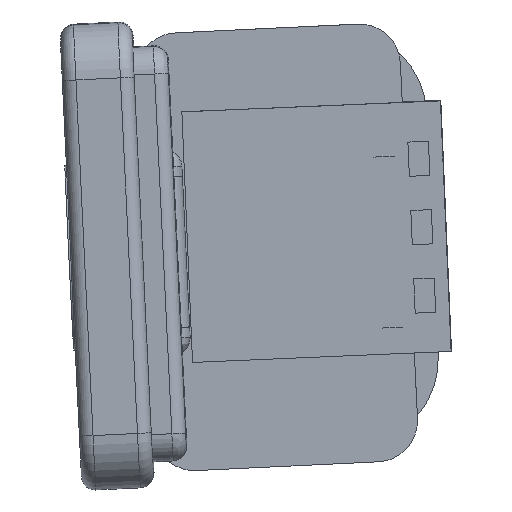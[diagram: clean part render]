
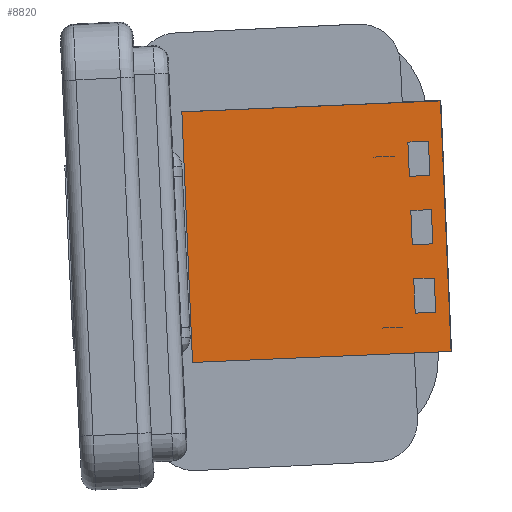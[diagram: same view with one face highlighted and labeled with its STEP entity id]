
A CAD part, left-side view. The second image highlights one B-rep face of the part: STEP entity #8820.
In plain terms, the highlighted face is planar.
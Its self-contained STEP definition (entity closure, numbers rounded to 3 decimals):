
#409=FACE_BOUND('',#1724,.T.);
#410=FACE_BOUND('',#1725,.T.);
#411=FACE_BOUND('',#1726,.T.);
#707=PLANE('',#9838);
#1170=FACE_OUTER_BOUND('',#1723,.T.);
#1723=EDGE_LOOP('',(#8202,#8203,#8204,#8205));
#1724=EDGE_LOOP('',(#8206,#8207,#8208,#8209));
#1725=EDGE_LOOP('',(#8210,#8211,#8212,#8213));
#1726=EDGE_LOOP('',(#8214,#8215,#8216,#8217));
#2552=LINE('',#15170,#3419);
#2555=LINE('',#15176,#3422);
#2558=LINE('',#15182,#3425);
#2561=LINE('',#15186,#3428);
#2564=LINE('',#15194,#3431);
#2567=LINE('',#15200,#3434);
#2570=LINE('',#15206,#3437);
#2573=LINE('',#15210,#3440);
#2576=LINE('',#15218,#3443);
#2579=LINE('',#15224,#3446);
#2582=LINE('',#15230,#3449);
#2585=LINE('',#15234,#3452);
#2588=LINE('',#15242,#3455);
#2591=LINE('',#15248,#3458);
#2594=LINE('',#15254,#3461);
#2597=LINE('',#15258,#3464);
#3419=VECTOR('',#12230,10.);
#3422=VECTOR('',#12235,10.);
#3425=VECTOR('',#12240,10.);
#3428=VECTOR('',#12245,10.);
#3431=VECTOR('',#12250,10.);
#3434=VECTOR('',#12255,10.);
#3437=VECTOR('',#12260,10.);
#3440=VECTOR('',#12265,10.);
#3443=VECTOR('',#12270,10.);
#3446=VECTOR('',#12275,10.);
#3449=VECTOR('',#12280,10.);
#3452=VECTOR('',#12285,10.);
#3455=VECTOR('',#12290,10.);
#3458=VECTOR('',#12295,10.);
#3461=VECTOR('',#12300,10.);
#3464=VECTOR('',#12305,10.);
#4553=VERTEX_POINT('',#15167);
#4554=VERTEX_POINT('',#15169);
#4556=VERTEX_POINT('',#15175);
#4558=VERTEX_POINT('',#15181);
#4561=VERTEX_POINT('',#15191);
#4562=VERTEX_POINT('',#15193);
#4564=VERTEX_POINT('',#15199);
#4566=VERTEX_POINT('',#15205);
#4569=VERTEX_POINT('',#15215);
#4570=VERTEX_POINT('',#15217);
#4572=VERTEX_POINT('',#15223);
#4574=VERTEX_POINT('',#15229);
#4577=VERTEX_POINT('',#15239);
#4578=VERTEX_POINT('',#15241);
#4580=VERTEX_POINT('',#15247);
#4582=VERTEX_POINT('',#15253);
#5754=EDGE_CURVE('',#4554,#4553,#2552,.T.);
#5757=EDGE_CURVE('',#4556,#4554,#2555,.T.);
#5760=EDGE_CURVE('',#4558,#4556,#2558,.T.);
#5763=EDGE_CURVE('',#4553,#4558,#2561,.T.);
#5766=EDGE_CURVE('',#4562,#4561,#2564,.T.);
#5769=EDGE_CURVE('',#4564,#4562,#2567,.T.);
#5772=EDGE_CURVE('',#4566,#4564,#2570,.T.);
#5775=EDGE_CURVE('',#4561,#4566,#2573,.T.);
#5778=EDGE_CURVE('',#4570,#4569,#2576,.T.);
#5781=EDGE_CURVE('',#4572,#4570,#2579,.T.);
#5784=EDGE_CURVE('',#4574,#4572,#2582,.T.);
#5787=EDGE_CURVE('',#4569,#4574,#2585,.T.);
#5790=EDGE_CURVE('',#4578,#4577,#2588,.T.);
#5793=EDGE_CURVE('',#4580,#4578,#2591,.T.);
#5796=EDGE_CURVE('',#4582,#4580,#2594,.T.);
#5799=EDGE_CURVE('',#4577,#4582,#2597,.T.);
#8202=ORIENTED_EDGE('',*,*,#5799,.T.);
#8203=ORIENTED_EDGE('',*,*,#5796,.T.);
#8204=ORIENTED_EDGE('',*,*,#5793,.T.);
#8205=ORIENTED_EDGE('',*,*,#5790,.T.);
#8206=ORIENTED_EDGE('',*,*,#5787,.T.);
#8207=ORIENTED_EDGE('',*,*,#5784,.T.);
#8208=ORIENTED_EDGE('',*,*,#5781,.T.);
#8209=ORIENTED_EDGE('',*,*,#5778,.T.);
#8210=ORIENTED_EDGE('',*,*,#5775,.T.);
#8211=ORIENTED_EDGE('',*,*,#5772,.T.);
#8212=ORIENTED_EDGE('',*,*,#5769,.T.);
#8213=ORIENTED_EDGE('',*,*,#5766,.T.);
#8214=ORIENTED_EDGE('',*,*,#5763,.T.);
#8215=ORIENTED_EDGE('',*,*,#5760,.T.);
#8216=ORIENTED_EDGE('',*,*,#5757,.T.);
#8217=ORIENTED_EDGE('',*,*,#5754,.T.);
#8820=ADVANCED_FACE('',(#1170,#409,#410,#411),#707,.T.);
#9838=AXIS2_PLACEMENT_3D('',#15259,#12306,#12307);
#12230=DIRECTION('',(0.,0.,-1.));
#12235=DIRECTION('',(0.,1.,0.));
#12240=DIRECTION('',(0.,0.,1.));
#12245=DIRECTION('',(0.,-1.,0.));
#12250=DIRECTION('',(0.,-1.,0.));
#12255=DIRECTION('',(0.,0.,-1.));
#12260=DIRECTION('',(0.,1.,0.));
#12265=DIRECTION('',(0.,0.,1.));
#12270=DIRECTION('',(0.,1.,0.));
#12275=DIRECTION('',(0.,0.,1.));
#12280=DIRECTION('',(0.,-1.,0.));
#12285=DIRECTION('',(0.,0.,-1.));
#12290=DIRECTION('',(0.,-1.,0.));
#12295=DIRECTION('',(0.,0.,1.));
#12300=DIRECTION('',(0.,1.,0.));
#12305=DIRECTION('',(0.,0.,-1.));
#12306=DIRECTION('center_axis',(1.,0.,0.));
#12307=DIRECTION('ref_axis',(0.,0.,-1.));
#15167=CARTESIAN_POINT('',(3.,35.8,5.814));
#15169=CARTESIAN_POINT('',(3.,35.8,10.814));
#15170=CARTESIAN_POINT('',(3.,35.8,36.627));
#15175=CARTESIAN_POINT('',(3.,32.8,10.814));
#15176=CARTESIAN_POINT('',(3.,32.8,10.814));
#15181=CARTESIAN_POINT('',(3.,32.8,5.814));
#15182=CARTESIAN_POINT('',(3.,32.8,5.814));
#15186=CARTESIAN_POINT('',(3.,35.8,5.814));
#15191=CARTESIAN_POINT('',(3.,32.8,15.814));
#15193=CARTESIAN_POINT('',(3.,35.8,15.814));
#15194=CARTESIAN_POINT('',(3.,35.8,15.814));
#15199=CARTESIAN_POINT('',(3.,35.8,20.814));
#15200=CARTESIAN_POINT('',(3.,35.8,36.627));
#15205=CARTESIAN_POINT('',(3.,32.8,20.814));
#15206=CARTESIAN_POINT('',(3.,32.8,20.814));
#15210=CARTESIAN_POINT('',(3.,32.8,15.814));
#15215=CARTESIAN_POINT('',(3.,35.8,30.814));
#15217=CARTESIAN_POINT('',(3.,32.8,30.814));
#15218=CARTESIAN_POINT('',(3.,32.8,30.814));
#15223=CARTESIAN_POINT('',(3.,32.8,25.814));
#15224=CARTESIAN_POINT('',(3.,32.8,25.814));
#15229=CARTESIAN_POINT('',(3.,35.8,25.814));
#15230=CARTESIAN_POINT('',(3.,35.8,25.814));
#15234=CARTESIAN_POINT('',(3.,35.8,36.627));
#15239=CARTESIAN_POINT('',(3.,0.,36.627));
#15241=CARTESIAN_POINT('',(3.,37.8,36.627));
#15242=CARTESIAN_POINT('',(3.,37.8,36.627));
#15247=CARTESIAN_POINT('',(3.,37.8,0.));
#15248=CARTESIAN_POINT('',(3.,37.8,0.));
#15253=CARTESIAN_POINT('',(3.,0.,0.));
#15254=CARTESIAN_POINT('',(3.,0.,0.));
#15258=CARTESIAN_POINT('',(3.,0.,36.627));
#15259=CARTESIAN_POINT('Origin',(3.,18.9,18.314));
